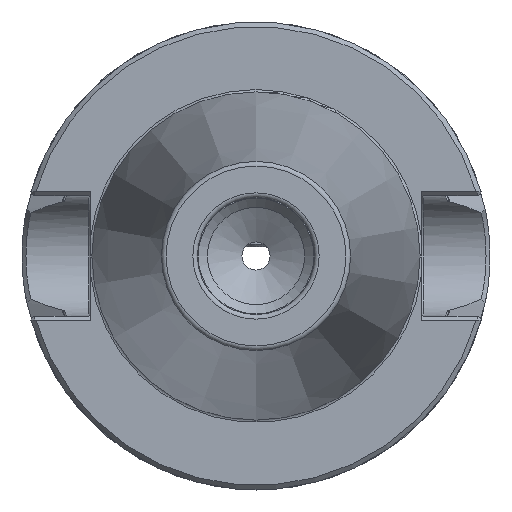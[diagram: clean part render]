
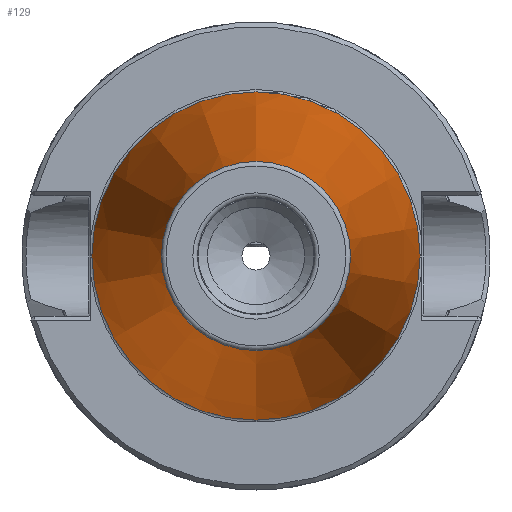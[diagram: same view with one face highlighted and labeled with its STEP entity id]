
A CAD part, left-side view. The second image highlights one B-rep face of the part: STEP entity #129.
In plain terms, the highlighted conical face has half-angle 8.297 degrees and reference radius 20.204 mm.
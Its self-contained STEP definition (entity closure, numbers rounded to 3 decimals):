
#129 = ADVANCED_FACE( '', ( #342, #343 ), #344, .T. );
#342 = FACE_OUTER_BOUND( '', #669, .T. );
#343 = FACE_BOUND( '', #670, .T. );
#344 = CONICAL_SURFACE( '', #671, 20.204, 0.145 );
#669 = EDGE_LOOP( '', ( #1036 ) );
#670 = EDGE_LOOP( '', ( #1037 ) );
#671 = AXIS2_PLACEMENT_3D( '', #1038, #1039, #1040 );
#1036 = ORIENTED_EDGE( '', *, *, #1792, .T. );
#1037 = ORIENTED_EDGE( '', *, *, #1793, .F. );
#1038 = CARTESIAN_POINT( '', ( -100.944, 0., 0. ) );
#1039 = DIRECTION( '', ( 1., 0., 0. ) );
#1040 = DIRECTION( '', ( 0., 0., -1. ) );
#1792 = EDGE_CURVE( '', #2095, #2095, #2096, .T. );
#1793 = EDGE_CURVE( '', #2097, #2097, #2098, .T. );
#2095 = VERTEX_POINT( '', #2528 );
#2096 = CIRCLE( '', #2529, 35.065 );
#2097 = VERTEX_POINT( '', #2530 );
#2098 = CIRCLE( '', #2531, 20.204 );
#2528 = CARTESIAN_POINT( '', ( 0.963, 0., 35.065 ) );
#2529 = AXIS2_PLACEMENT_3D( '', #3462, #3463, #3464 );
#2530 = CARTESIAN_POINT( '', ( -100.944, 0., 20.204 ) );
#2531 = AXIS2_PLACEMENT_3D( '', #3465, #3466, #3467 );
#3462 = CARTESIAN_POINT( '', ( 0.963, 0., 0. ) );
#3463 = DIRECTION( '', ( -1., 0., 0. ) );
#3464 = DIRECTION( '', ( 0., 0., 1. ) );
#3465 = CARTESIAN_POINT( '', ( -100.944, 0., 0. ) );
#3466 = DIRECTION( '', ( -1., 0., 0. ) );
#3467 = DIRECTION( '', ( 0., 0., 1. ) );
